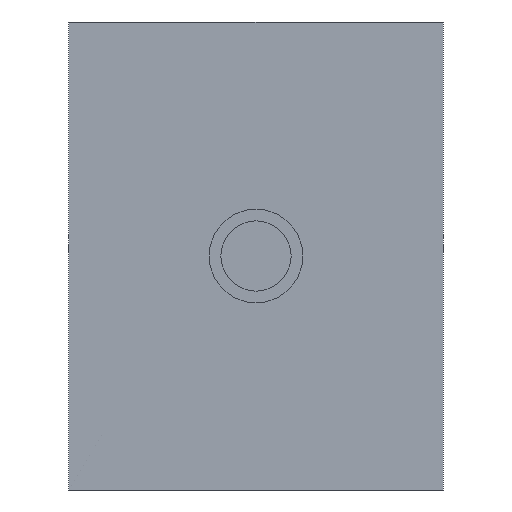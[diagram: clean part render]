
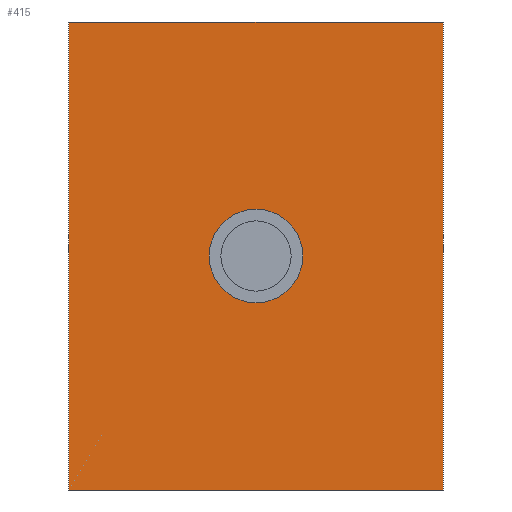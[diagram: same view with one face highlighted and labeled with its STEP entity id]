
A CAD part, front view. The second image highlights one B-rep face of the part: STEP entity #415.
In plain terms, the highlighted planar face has unit normal (0, -1, 0).
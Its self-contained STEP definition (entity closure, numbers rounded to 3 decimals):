
#121=CARTESIAN_POINT('',(2.,3.,0.));
#122=VERTEX_POINT('',#121);
#123=CARTESIAN_POINT('',(0.,3.,0.));
#124=DIRECTION('',(0.0,1.0,0.0));
#125=DIRECTION('',(-1.0,0.0,0.0));
#126=AXIS2_PLACEMENT_3D('',#123,#124,#125);
#127=CIRCLE('',#126,2.0);
#128=EDGE_CURVE('',#122,#122,#127,.T.);
#263=CARTESIAN_POINT('',(8.,3.,10.0));
#264=VERTEX_POINT('',#263);
#271=CARTESIAN_POINT('',(8.,3.,-10.0));
#272=VERTEX_POINT('',#271);
#273=CARTESIAN_POINT('',(8.,3.,-10.0));
#274=DIRECTION('',(0.0,0.0,1.0));
#275=VECTOR('',#274,20.0);
#276=LINE('',#273,#275);
#277=EDGE_CURVE('',#272,#264,#276,.T.);
#325=CARTESIAN_POINT('',(-8.0,3.,-10.0));
#326=VERTEX_POINT('',#325);
#327=CARTESIAN_POINT('',(-8.0,3.,-10.0));
#328=DIRECTION('',(1.0,0.0,0.0));
#329=VECTOR('',#328,16.);
#330=LINE('',#327,#329);
#331=EDGE_CURVE('',#326,#272,#330,.T.);
#364=CARTESIAN_POINT('',(-8.0,3.,10.0));
#365=VERTEX_POINT('',#364);
#366=CARTESIAN_POINT('',(-8.0,3.,-10.0));
#367=DIRECTION('',(0.0,0.0,1.0));
#368=VECTOR('',#367,20.0);
#369=LINE('',#366,#368);
#370=EDGE_CURVE('',#326,#365,#369,.T.);
#396=CARTESIAN_POINT('',(0.,3.,0.0));
#397=DIRECTION('',(0.0,-1.0,0.0));
#398=DIRECTION('',(0.0,0.0,-1.0));
#399=AXIS2_PLACEMENT_3D('',#396,#397,#398);
#400=PLANE('',#399);
#401=CARTESIAN_POINT('',(8.,3.,10.0));
#402=DIRECTION('',(-1.0,0.0,0.0));
#403=VECTOR('',#402,16.);
#404=LINE('',#401,#403);
#405=EDGE_CURVE('',#264,#365,#404,.T.);
#406=ORIENTED_EDGE('',*,*,#405,.T.);
#407=ORIENTED_EDGE('',*,*,#370,.F.);
#408=ORIENTED_EDGE('',*,*,#331,.T.);
#409=ORIENTED_EDGE('',*,*,#277,.T.);
#410=EDGE_LOOP('',(#406,#407,#408,#409));
#411=FACE_OUTER_BOUND('',#410,.T.);
#412=ORIENTED_EDGE('',*,*,#128,.T.);
#413=EDGE_LOOP('',(#412));
#414=FACE_BOUND('',#413,.T.);
#415=ADVANCED_FACE('',(#411,#414),#400,.T.);
